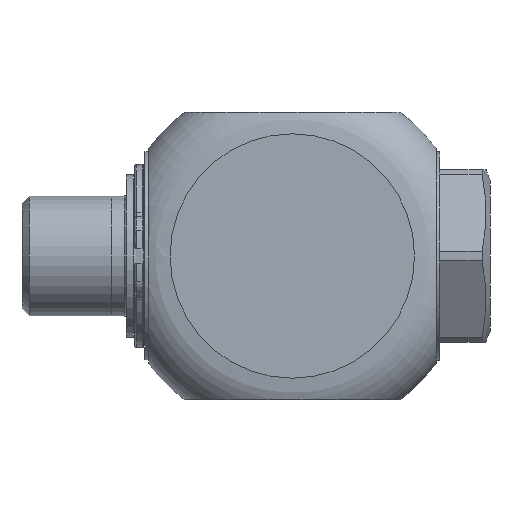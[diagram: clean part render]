
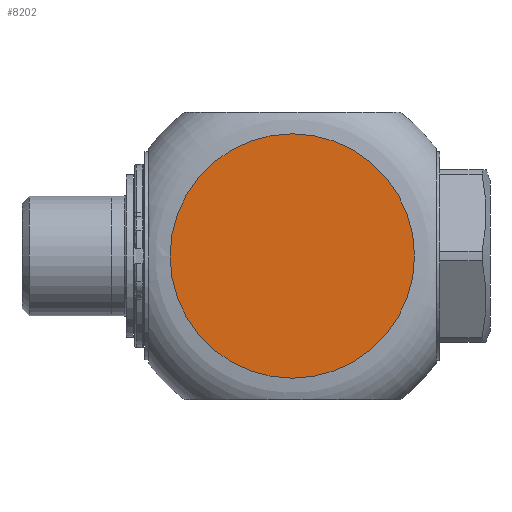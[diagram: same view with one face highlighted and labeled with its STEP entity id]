
A CAD part, front view. The second image highlights one B-rep face of the part: STEP entity #8202.
In plain terms, the highlighted planar face has unit normal (0, -1, 0).
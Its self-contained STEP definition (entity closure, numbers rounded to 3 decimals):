
#1033=PLANE('',#8603);
#2511=ORIENTED_EDGE('',*,*,#2851,.T.);
#2851=EDGE_CURVE('',#3635,#3635,#4205,.T.);
#3635=VERTEX_POINT('',#9866);
#4205=CIRCLE('',#8436,17.);
#4637=EDGE_LOOP('',(#2511));
#5119=FACE_BOUND('',#4637,.T.);
#8202=ADVANCED_FACE('',(#5119),#1033,.F.);
#8436=AXIS2_PLACEMENT_3D('',#9865,#9030,#9031);
#8603=AXIS2_PLACEMENT_3D('',#19132,#9366,#9367);
#9030=DIRECTION('',(0.,-1.,0.));
#9031=DIRECTION('',(-1.,0.,0.));
#9366=DIRECTION('',(0.,1.,0.));
#9367=DIRECTION('',(1.,0.,0.));
#9865=CARTESIAN_POINT('',(20.7,-15.,0.));
#9866=CARTESIAN_POINT('',(3.7,-15.,0.));
#19132=CARTESIAN_POINT('',(0.7,-15.,20.));
